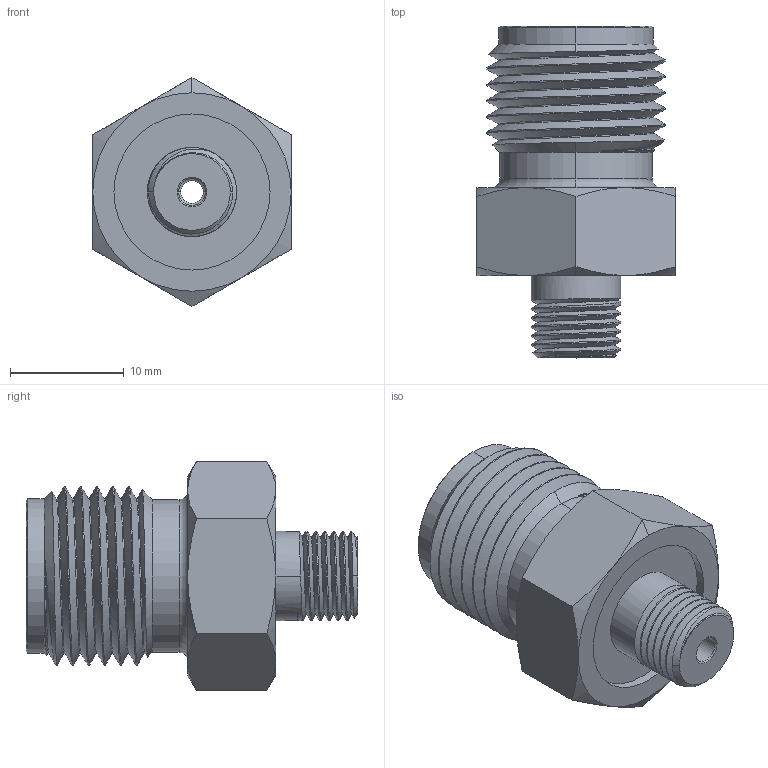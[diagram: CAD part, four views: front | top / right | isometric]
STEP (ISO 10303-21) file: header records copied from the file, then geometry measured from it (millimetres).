
FILE_DESCRIPTION (( 'STEP AP203' ), '1' );
FILE_NAME ('AD-110M180M-BR.STEP', '2025-07-29T14:11:43', ( '' ), ( '' ), 'SwSTEP 2.0', 'SolidWorks 2018', '' );
FILE_SCHEMA (( 'CONFIG_CONTROL_DESIGN' ));
Length unit declared in the file: inch
Products named in the file (1): AD-110M180M-BR
Bounding box: 17.46 x 29.21 x 20.16 mm (x, y, z)
Volume: 4431.6 mm3; surface area: 2441.6 mm2
Topology: 1 solids, 1 shells, 84 faces, 208 edges, 129 vertices
Faces by surface type: cylinder 35, cone 30, plane 11, bspline 6, torus 2
Entity records: 8733 total; most frequent: CARTESIAN_POINT 6827, ORIENTED_EDGE 416, DIRECTION 325, EDGE_CURVE 208, AXIS2_PLACEMENT_3D 134, VERTEX_POINT 129, B_SPLINE_CURVE_WITH_KNOTS 96, EDGE_LOOP 89
